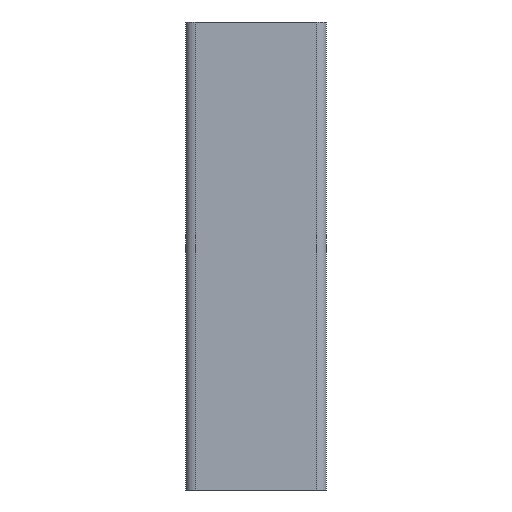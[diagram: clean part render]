
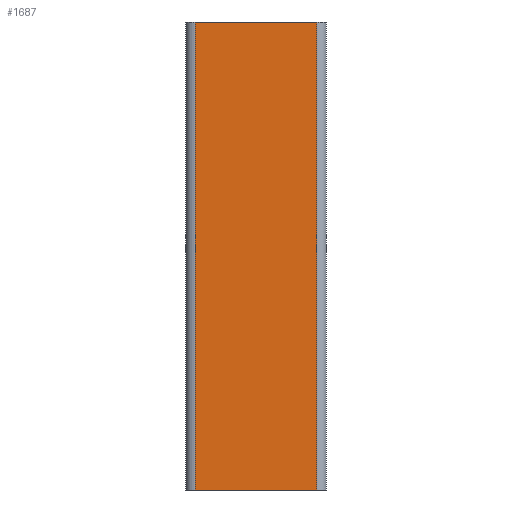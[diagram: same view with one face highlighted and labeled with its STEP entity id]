
A CAD part, front view. The second image highlights one B-rep face of the part: STEP entity #1687.
In plain terms, the highlighted planar face has unit normal (0, -1, 0).
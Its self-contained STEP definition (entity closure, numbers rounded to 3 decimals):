
#72=PLANE('',#1833);
#154=FACE_OUTER_BOUND('',#242,.T.);
#242=EDGE_LOOP('',(#1479,#1480,#1481,#1482));
#421=LINE('',#2778,#604);
#428=LINE('',#2796,#611);
#429=LINE('',#2800,#612);
#430=LINE('',#2801,#613);
#604=VECTOR('',#2277,26.);
#611=VECTOR('',#2296,100.);
#612=VECTOR('',#2301,100.);
#613=VECTOR('',#2302,26.);
#833=VERTEX_POINT('',#2775);
#834=VERTEX_POINT('',#2777);
#839=VERTEX_POINT('',#2795);
#840=VERTEX_POINT('',#2799);
#1070=EDGE_CURVE('',#834,#833,#421,.T.);
#1079=EDGE_CURVE('',#839,#834,#428,.T.);
#1081=EDGE_CURVE('',#840,#833,#429,.T.);
#1082=EDGE_CURVE('',#839,#840,#430,.T.);
#1479=ORIENTED_EDGE('',*,*,#1070,.T.);
#1480=ORIENTED_EDGE('',*,*,#1081,.F.);
#1481=ORIENTED_EDGE('',*,*,#1082,.F.);
#1482=ORIENTED_EDGE('',*,*,#1079,.T.);
#1687=ADVANCED_FACE('',(#154),#72,.T.);
#1833=AXIS2_PLACEMENT_3D('',#2798,#2299,#2300);
#2277=DIRECTION('',(-1.,0.,0.));
#2296=DIRECTION('',(0.,0.,1.));
#2299=DIRECTION('center_axis',(0.,-1.,0.));
#2300=DIRECTION('ref_axis',(1.,0.,0.));
#2301=DIRECTION('',(0.,0.,1.));
#2302=DIRECTION('',(-1.,0.,0.));
#2775=CARTESIAN_POINT('',(-13.,-15.,100.));
#2777=CARTESIAN_POINT('',(13.,-15.,100.));
#2778=CARTESIAN_POINT('',(-6.5,-15.,100.));
#2795=CARTESIAN_POINT('',(13.,-15.,0.));
#2796=CARTESIAN_POINT('',(13.,-15.,0.));
#2798=CARTESIAN_POINT('Origin',(-13.,-15.,0.));
#2799=CARTESIAN_POINT('',(-13.,-15.,0.));
#2800=CARTESIAN_POINT('',(-13.,-15.,0.));
#2801=CARTESIAN_POINT('',(-6.5,-15.,0.));
